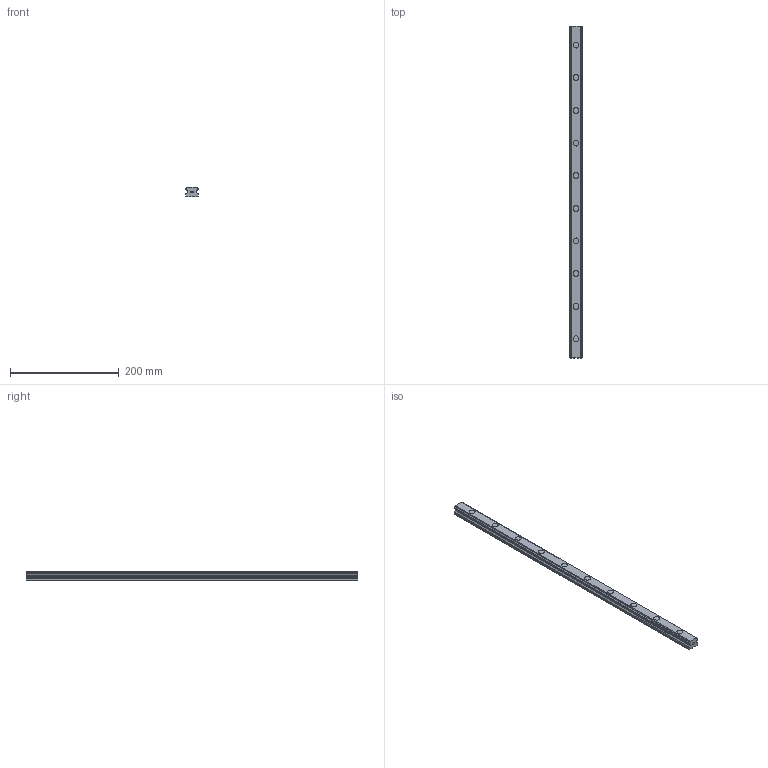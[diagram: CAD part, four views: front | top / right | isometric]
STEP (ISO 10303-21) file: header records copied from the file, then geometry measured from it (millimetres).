
FILE_DESCRIPTION(('STEP AP214'),'1');
FILE_NAME('cctmp_26FAA91C-9E96-4564-956A-17694F7FC565_2021_02_10_08_34_31_0988..stp','2021-02-10T07:34:32',('HIWIN GmbH'),('CADClick - www.CADClick.com'),'Spatial InterOp 3D',' ','unknown authorization');
FILE_SCHEMA(('AUTOMOTIVE_DESIGN'));
Length unit declared in the file: millimetre
Products named in the file (1): EGR25R610C_FILE
Bounding box: 23 x 610 x 18 mm (x, y, z)
Volume: 209986.2 mm3; surface area: 57161.8 mm2
Topology: 1 solids, 1 shells, 225 faces, 597 edges, 398 vertices
Faces by surface type: plane 145, cylinder 80
Entity records: 8895 total; most frequent: DIRECTION 1289, CARTESIAN_POINT 1221, ORIENTED_EDGE 1194, EDGE_CURVE 597, AXIS2_PLACEMENT_3D 466, VERTEX_POINT 398, LINE 357, VECTOR 357
